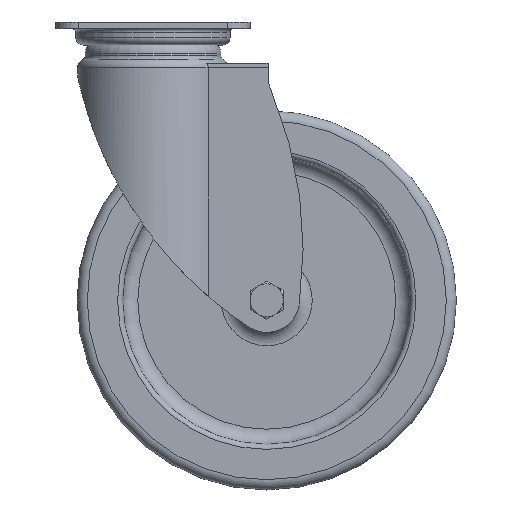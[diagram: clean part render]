
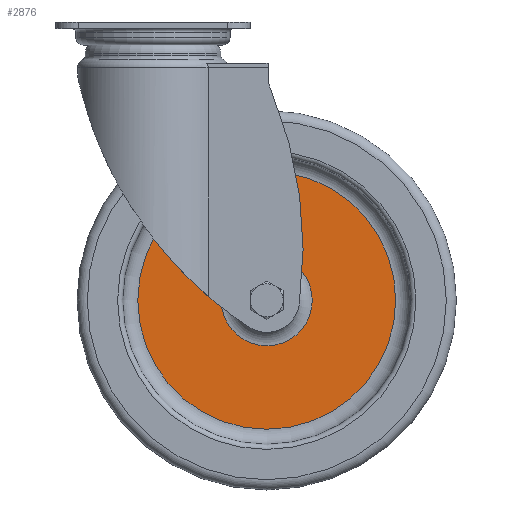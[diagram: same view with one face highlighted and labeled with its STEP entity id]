
A CAD part, top view. The second image highlights one B-rep face of the part: STEP entity #2876.
In plain terms, the highlighted planar face has unit normal (0, 0, 1).
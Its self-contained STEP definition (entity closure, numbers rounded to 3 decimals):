
#352=CIRCLE('',#3275,18.);
#353=CIRCLE('',#3277,51.);
#1119=ORIENTED_EDGE('',*,*,#1529,.T.);
#1120=ORIENTED_EDGE('',*,*,#1528,.F.);
#1528=EDGE_CURVE('',#1805,#1805,#352,.T.);
#1529=EDGE_CURVE('',#1806,#1806,#353,.T.);
#1805=VERTEX_POINT('',#5196);
#1806=VERTEX_POINT('',#5199);
#2325=EDGE_LOOP('',(#1119));
#2326=EDGE_LOOP('',(#1120));
#2586=FACE_BOUND('',#2325,.T.);
#2587=FACE_BOUND('',#2326,.T.);
#2705=PLANE('',#3276);
#2876=ADVANCED_FACE('',(#2586,#2587),#2705,.T.);
#3275=AXIS2_PLACEMENT_3D('',#5195,#4162,#4163);
#3276=AXIS2_PLACEMENT_3D('',#5197,#4164,#4165);
#3277=AXIS2_PLACEMENT_3D('',#5198,#4166,#4167);
#4162=DIRECTION('',(0.,0.,1.));
#4163=DIRECTION('',(1.,0.,0.));
#4164=DIRECTION('',(0.,0.,1.));
#4165=DIRECTION('',(1.,0.,0.));
#4166=DIRECTION('',(0.,0.,1.));
#4167=DIRECTION('',(1.,0.,0.));
#5195=CARTESIAN_POINT('',(0.,0.,3.75));
#5196=CARTESIAN_POINT('',(18.,0.,3.75));
#5197=CARTESIAN_POINT('',(0.,-18.,3.75));
#5198=CARTESIAN_POINT('',(0.,0.,3.75));
#5199=CARTESIAN_POINT('',(51.,0.,3.75));
